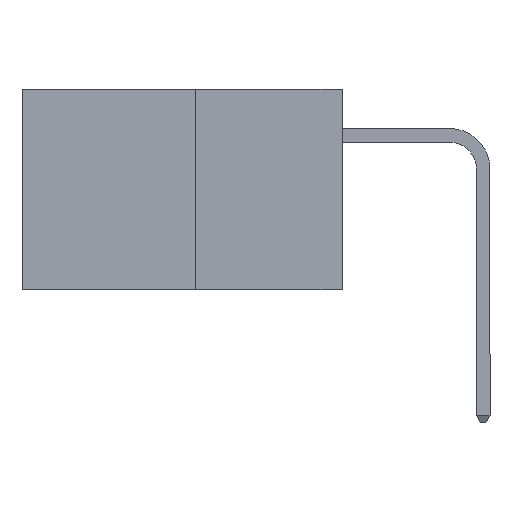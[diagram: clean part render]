
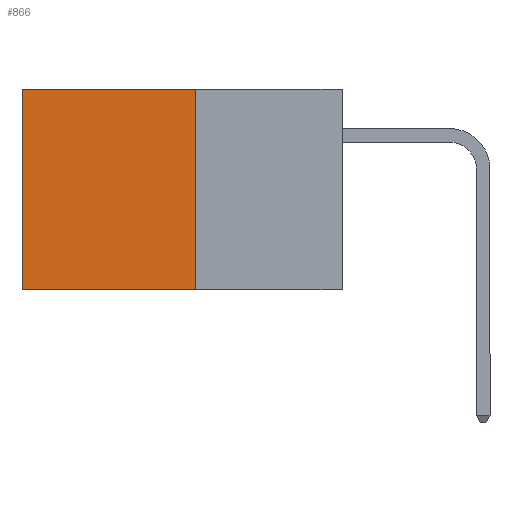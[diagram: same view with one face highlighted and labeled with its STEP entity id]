
A CAD part, left-side view. The second image highlights one B-rep face of the part: STEP entity #866.
In plain terms, the highlighted planar face has unit normal (-1, 0, 0).
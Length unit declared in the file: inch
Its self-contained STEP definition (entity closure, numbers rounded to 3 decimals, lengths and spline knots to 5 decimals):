
#6 = DIRECTION ( 'NONE',  ( 0., 0., -1. ) ) ;
#25 = CARTESIAN_POINT ( 'NONE',  ( 0.277, 0.27, -0.37 ) ) ;
#278 = CARTESIAN_POINT ( 'NONE',  ( 0.277, 0.59, 0. ) ) ;
#310 = ORIENTED_EDGE ( 'NONE', *, *, #4256, .F. ) ;
#561 = CARTESIAN_POINT ( 'NONE',  ( 0.277, 0.59, -0.37 ) ) ;
#866 = ADVANCED_FACE ( 'NONE', ( #924 ), #5715, .F. ) ;
#924 = FACE_OUTER_BOUND ( 'NONE', #3765, .T. ) ;
#1491 = VECTOR ( 'NONE', #7337, 39.37008 ) ;
#1621 = CARTESIAN_POINT ( 'NONE',  ( 0.277, 0.27, -0.37 ) ) ;
#1818 = LINE ( 'NONE', #561, #5280 ) ;
#1825 = DIRECTION ( 'NONE',  ( 0., 1., 0. ) ) ;
#1853 = CARTESIAN_POINT ( 'NONE',  ( 0.277, 0.27, -0.37 ) ) ;
#2471 = VERTEX_POINT ( 'NONE', #25 ) ;
#2792 = CARTESIAN_POINT ( 'NONE',  ( 0.277, 0.27, -0.37 ) ) ;
#3109 = LINE ( 'NONE', #2792, #1491 ) ;
#3150 = VECTOR ( 'NONE', #1825, 39.37008 ) ;
#3178 = VERTEX_POINT ( 'NONE', #278 ) ;
#3244 = VERTEX_POINT ( 'NONE', #6454 ) ;
#3765 = EDGE_LOOP ( 'NONE', ( #5136, #6615, #310, #5318 ) ) ;
#3868 = CARTESIAN_POINT ( 'NONE',  ( 0.277, 0.27, 0. ) ) ;
#4256 = EDGE_CURVE ( 'NONE', #5608, #2471, #3109, .T. ) ;
#4821 = LINE ( 'NONE', #1853, #3150 ) ;
#5030 = LINE ( 'NONE', #6815, #6515 ) ;
#5136 = ORIENTED_EDGE ( 'NONE', *, *, #6799, .T. ) ;
#5280 = VECTOR ( 'NONE', #6, 39.37008 ) ;
#5318 = ORIENTED_EDGE ( 'NONE', *, *, #6581, .T. ) ;
#5561 = DIRECTION ( 'NONE',  ( 0., 0., -1. ) ) ;
#5580 = DIRECTION ( 'NONE',  ( 1., 0., 0. ) ) ;
#5608 = VERTEX_POINT ( 'NONE', #3868 ) ;
#5715 = PLANE ( 'NONE',  #6938 ) ;
#6454 = CARTESIAN_POINT ( 'NONE',  ( 0.277, 0.59, -0.37 ) ) ;
#6515 = VECTOR ( 'NONE', #6862, 39.37008 ) ;
#6581 = EDGE_CURVE ( 'NONE', #5608, #3178, #5030, .T. ) ;
#6615 = ORIENTED_EDGE ( 'NONE', *, *, #7114, .F. ) ;
#6799 = EDGE_CURVE ( 'NONE', #3178, #3244, #1818, .T. ) ;
#6815 = CARTESIAN_POINT ( 'NONE',  ( 0.277, 0.27, 0. ) ) ;
#6862 = DIRECTION ( 'NONE',  ( 0., 1., 0. ) ) ;
#6938 = AXIS2_PLACEMENT_3D ( 'NONE', #1621, #5580, #5561 ) ;
#7114 = EDGE_CURVE ( 'NONE', #2471, #3244, #4821, .T. ) ;
#7337 = DIRECTION ( 'NONE',  ( 0., 0., -1. ) ) ;
